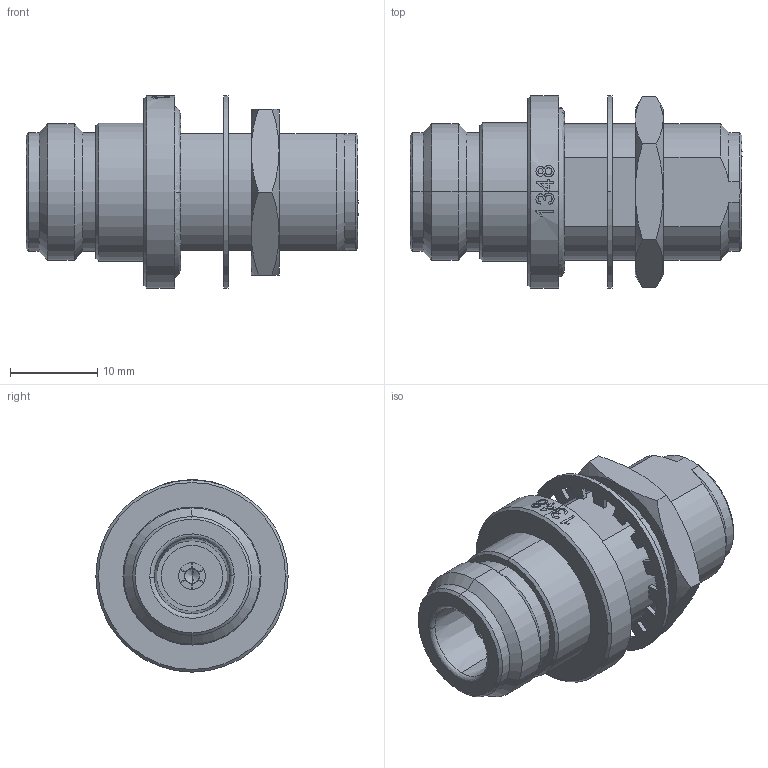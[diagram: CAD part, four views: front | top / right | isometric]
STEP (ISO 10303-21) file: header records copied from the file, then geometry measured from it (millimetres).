
FILE_DESCRIPTION (( 'STEP AP214' ), '1' );
FILE_NAME ('PE1348_3D.STEP', '2022-12-12T18:38:47', ( '' ), ( '' ), 'SwSTEP 2.0', 'SolidWorks 2022', '' );
FILE_SCHEMA (( 'AUTOMOTIVE_DESIGN' ));
Length unit declared in the file: inch
Products named in the file (5): Copy of AD-N8N8-BF-18-GB^ad-n8n8-bf-gb_asm; PE1348_3D; Copy of N8105-7^ad-n8n8-bf-gb_asm; Copy of N8105-8^ad-n8n8-bf-gb_asm; Copy of N8105-6^ad-n8n8-bf-gb_asm
Assembly tree (4 placements, depth 2):
  PE1348_3D
    Copy of AD-N8N8-BF-18-GB^ad-n8n8-bf-gb_asm
    Copy of N8105-6^ad-n8n8-bf-gb_asm
    Copy of N8105-7^ad-n8n8-bf-gb_asm
    Copy of N8105-8^ad-n8n8-bf-gb_asm
Bounding box: 38 x 22 x 22.01 mm (x, y, z)
Volume: 6813.8 mm3; surface area: 4914.2 mm2
Topology: 4 solids, 4 shells, 315 faces, 799 edges, 504 vertices
Faces by surface type: plane 120, cylinder 74, bspline 71, cone 50
Entity records: 13982 total; most frequent: CARTESIAN_POINT 6709, ORIENTED_EDGE 1590, DIRECTION 1332, EDGE_CURVE 795, AXIS2_PLACEMENT_3D 527, VERTEX_POINT 504, EDGE_LOOP 337, ADVANCED_FACE 315
